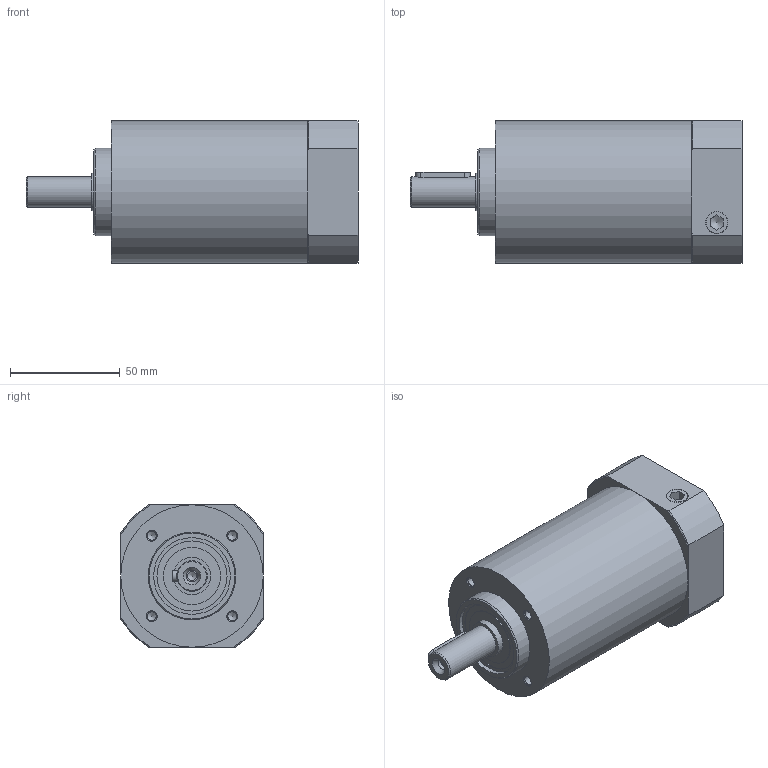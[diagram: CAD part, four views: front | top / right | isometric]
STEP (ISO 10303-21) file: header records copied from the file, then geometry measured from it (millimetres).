
FILE_DESCRIPTION(('FreeCAD Model'),'2;1');
FILE_NAME('PLD60_2_26.step', '2014-06-24T12:58:32',('FreeCAD'),('FreeCAD'), 'Open CASCADE STEP processor 6.3','FreeCAD','Unknown');
FILE_SCHEMA(('AUTOMOTIVE_DESIGN_CC2 { 1 2 10303 214 -1 1 5 4 }'));
Length unit declared in the file: millimetre
Products named in the file (1): PLD60_2_26
Bounding box: 151.5 x 65 x 65 mm (x, y, z)
Volume: 382838.8 mm3; surface area: 45781.3 mm2
Topology: 1 solids, 6 shells, 123 faces, 327 edges, 224 vertices
Faces by surface type: plane 45, bspline 41, cylinder 25, cone 12
Full cylindrical faces by diameter (mm): 5.3 x1, 6.35 x1, 14 x2, 14.5 x1, 17 x1, 26 x1, 32 x1, 35 x1, 38.3 x1, 40 x1, 45 x2, 65 x1
Entity records: 13137 total; most frequent: CARTESIAN_POINT 8073, DIRECTION 754, ORIENTED_EDGE 570, PCURVE 570, DEFINITIONAL_REPRESENTATION 570, B_SPLINE_CURVE_WITH_KNOTS 334, EDGE_CURVE 285, LINE 262
